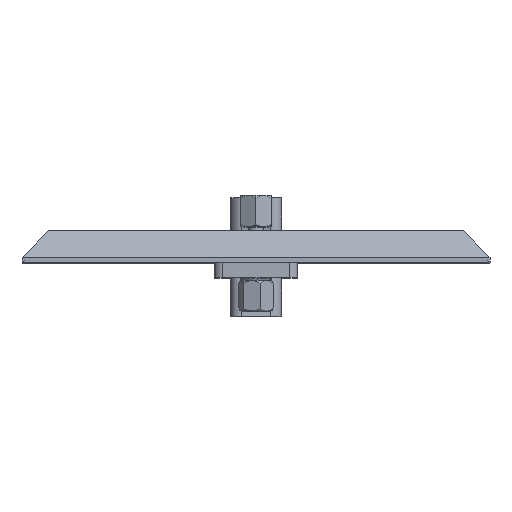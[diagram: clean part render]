
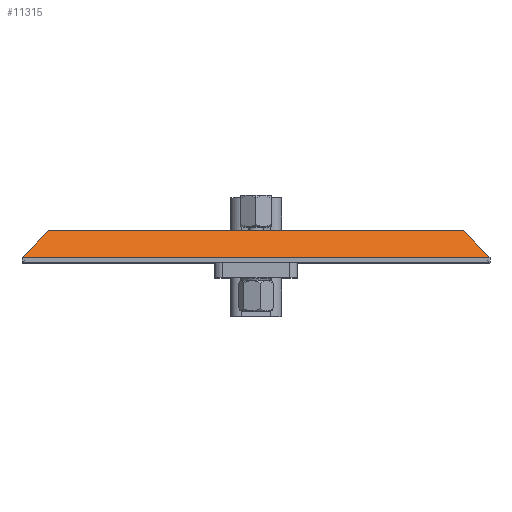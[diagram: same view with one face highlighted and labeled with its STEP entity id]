
A CAD part, top view. The second image highlights one B-rep face of the part: STEP entity #11315.
In plain terms, the highlighted face is planar.
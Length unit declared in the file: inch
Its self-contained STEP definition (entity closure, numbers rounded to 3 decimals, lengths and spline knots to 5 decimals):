
#9647 = DIRECTION ( 'NONE',  ( -0.577, 0.577, -0.577 ) ) ;
#9648 = VECTOR ( 'NONE', #9647, 39.37008 ) ;
#9649 = CARTESIAN_POINT ( 'NONE',  ( 0.45488, 1.70012, -0.42012 ) ) ;
#9655 = LINE ( 'NONE', #9649, #9648 ) ;
#9664 = DIRECTION ( 'NONE',  ( 0.707, -0.707, 0. ) ) ;
#9665 = DIRECTION ( 'NONE',  ( -0.707, -0.707, 0. ) ) ;
#9666 = CARTESIAN_POINT ( 'NONE',  ( 0.45488, 1.70012, -0.42012 ) ) ;
#9667 = AXIS2_PLACEMENT_3D ( 'NONE', #9666, #9665, #9664 ) ;
#9668 = PLANE ( 'NONE',  #9667 ) ;
#9670 = CARTESIAN_POINT ( 'NONE',  ( 2.285, -0.13, -1.41 ) ) ;
#9671 = CARTESIAN_POINT ( 'NONE',  ( 2.23167, -0.07667, -1.35667 ) ) ;
#9672 = CARTESIAN_POINT ( 'NONE',  ( 2.17833, -0.02333, -1.30333 ) ) ;
#9673 = CARTESIAN_POINT ( 'NONE',  ( 2.125, 0.03, -1.25 ) ) ;
#9674 = FACE_OUTER_BOUND ( 'NONE', #11313, .T. ) ;
#9675 = B_SPLINE_CURVE_WITH_KNOTS ( 'NONE', 3,
 ( #9673, #9672, #9671, #9670 ),
 .UNSPECIFIED., .F., .F.,
 ( 4, 4 ),
 ( 0., 1. ),
 .UNSPECIFIED. ) ;
#9682 = CARTESIAN_POINT ( 'NONE',  ( 2.285, -0.13, -1.41 ) ) ;
#9683 = DIRECTION ( 'NONE',  ( 0., 0., -1. ) ) ;
#9684 = VECTOR ( 'NONE', #9683, 39.37008 ) ;
#9685 = CARTESIAN_POINT ( 'NONE',  ( 2.285, -0.13, 1.41 ) ) ;
#9686 = LINE ( 'NONE', #9685, #9684 ) ;
#9688 = CARTESIAN_POINT ( 'NONE',  ( 2.285, -0.13, 1.41 ) ) ;
#9725 = DIRECTION ( 'NONE',  ( 0., 0., -1. ) ) ;
#9726 = VECTOR ( 'NONE', #9725, 39.37008 ) ;
#9727 = CARTESIAN_POINT ( 'NONE',  ( 2.125, 0.03, -1.25 ) ) ;
#9728 = LINE ( 'NONE', #9727, #9726 ) ;
#9729 = CARTESIAN_POINT ( 'NONE',  ( 2.125, 0.03, -1.25 ) ) ;
#9730 = CARTESIAN_POINT ( 'NONE',  ( 2.125, 0.03, 1.25 ) ) ;
#11312 = EDGE_CURVE ( 'NONE', #11344, #11337, #9675, .T. ) ;
#11313 = EDGE_LOOP ( 'NONE', ( #11314, #11324, #11322, #11321 ) ) ;
#11314 = ORIENTED_EDGE ( 'NONE', *, *, #11312, .F. ) ;
#11315 = ADVANCED_FACE ( 'NONE', ( #9674 ), #9668, .F. ) ;
#11321 = ORIENTED_EDGE ( 'NONE', *, *, #11335, .T. ) ;
#11322 = ORIENTED_EDGE ( 'NONE', *, *, #11323, .F. ) ;
#11323 = EDGE_CURVE ( 'NONE', #11333, #11343, #9655, .T. ) ;
#11324 = ORIENTED_EDGE ( 'NONE', *, *, #11345, .F. ) ;
#11333 = VERTEX_POINT ( 'NONE', #9688 ) ;
#11335 = EDGE_CURVE ( 'NONE', #11333, #11337, #9686, .T. ) ;
#11337 = VERTEX_POINT ( 'NONE', #9682 ) ;
#11343 = VERTEX_POINT ( 'NONE', #9730 ) ;
#11344 = VERTEX_POINT ( 'NONE', #9729 ) ;
#11345 = EDGE_CURVE ( 'NONE', #11343, #11344, #9728, .T. ) ;
